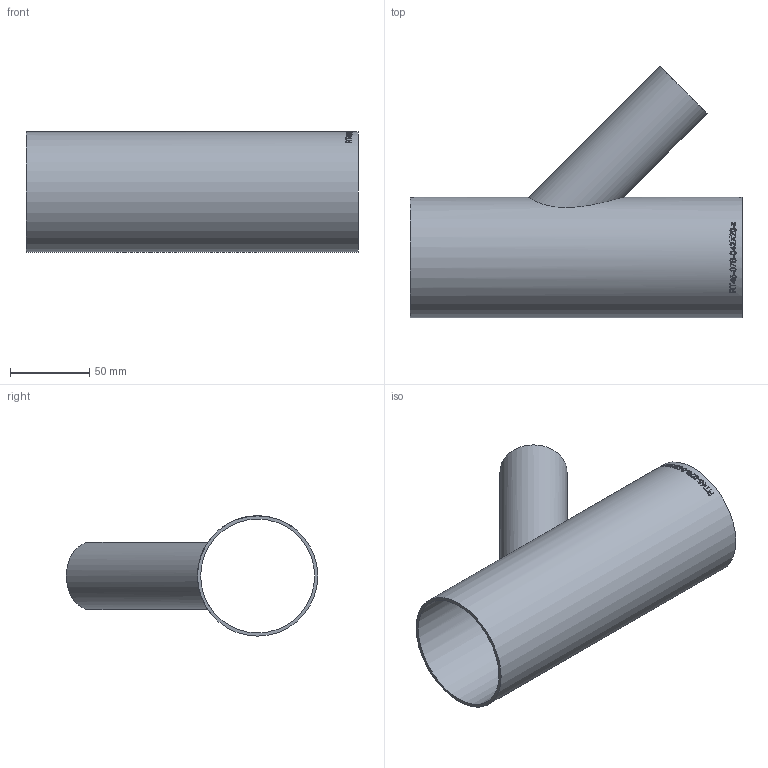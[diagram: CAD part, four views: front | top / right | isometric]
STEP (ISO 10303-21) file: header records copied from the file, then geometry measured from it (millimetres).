
FILE_DESCRIPTION (( 'STEP AP214' ), '1' );
FILE_NAME ('RT45-076-042X20-x T-Stück 45°reduziert Ø76,1 L210 1911.STEP', '2019-11-19T13:52:27', ( '' ), ( '' ), 'SwSTEP 2.0', 'SolidWorks 2016', '' );
FILE_SCHEMA (( 'AUTOMOTIVE_DESIGN' ));
Length unit declared in the file: millimetre
Products named in the file (1): RT45-076-042X20-x T-Stück 45°reduziert Ø76,1 L210  1911
Bounding box: 210 x 159.11 x 76.1 mm (x, y, z)
Volume: 119845.4 mm3; surface area: 120994.3 mm2
Topology: 1 solids, 1 shells, 225 faces, 598 edges, 399 vertices
Faces by surface type: bspline 119, plane 78, cylinder 28
Full cylindrical faces by diameter (mm): 38.4 x1, 42.4 x1, 72.1 x1, 76.1 x1
Entity records: 24755 total; most frequent: CARTESIAN_POINT 17835, ORIENTED_EDGE 1180, EDGE_CURVE 590, DIRECTION 521, VERTEX_POINT 396, B_SPLINE_CURVE_WITH_KNOTS 379, EDGE_LOOP 258, FACE_OUTER_BOUND 229
